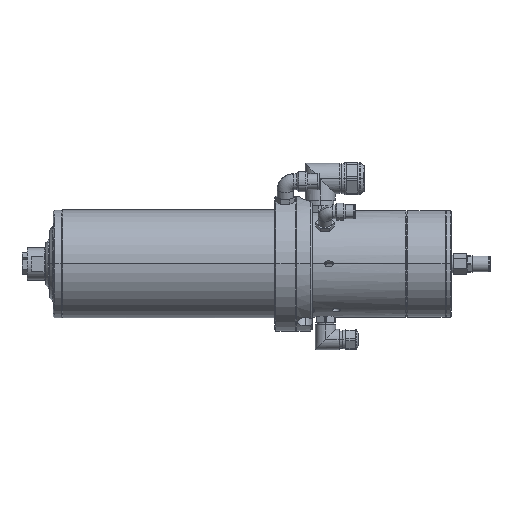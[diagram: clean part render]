
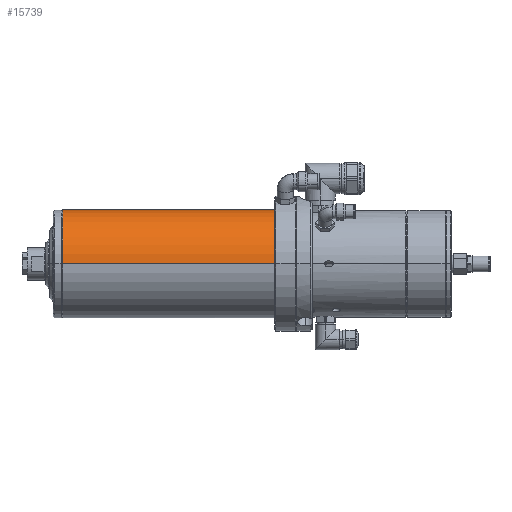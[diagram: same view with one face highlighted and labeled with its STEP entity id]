
A CAD part, top view. The second image highlights one B-rep face of the part: STEP entity #15739.
In plain terms, the highlighted cylindrical face has radius 40 mm (diameter 80 mm), a partial arc.
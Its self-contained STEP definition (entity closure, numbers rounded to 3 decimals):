
#3714 = AXIS2_PLACEMENT_3D ( 'NONE', #8437, #8449, #8566 ) ;
#3786 = AXIS2_PLACEMENT_3D ( 'NONE', #16994, #16997, #16998 ) ;
#3805 = AXIS2_PLACEMENT_3D ( 'NONE', #17071, #17105, #17100 ) ;
#4410 = FACE_OUTER_BOUND ( 'NONE', #13784, .T. ) ;
#5768 = CARTESIAN_POINT ( 'NONE',  ( -19.622, 6.653, 40. ) ) ;
#5830 = CARTESIAN_POINT ( 'NONE',  ( -19.622, 6.653, -40. ) ) ;
#6487 = CARTESIAN_POINT ( 'NONE',  ( -176.622, 6.653, -40. ) ) ;
#6561 = CARTESIAN_POINT ( 'NONE',  ( -176.622, 6.653, 40. ) ) ;
#7139 = CARTESIAN_POINT ( 'NONE',  ( -127.022, 6.653, 40. ) ) ;
#7143 = DIRECTION ( 'NONE',  ( -1., 0., 0. ) ) ;
#7896 = CIRCLE ( 'NONE', #3786, 40. ) ;
#8437 = CARTESIAN_POINT ( 'NONE',  ( -127.022, 6.653, 0. ) ) ;
#8449 = DIRECTION ( 'NONE',  ( -1., 0., 0. ) ) ;
#8566 = DIRECTION ( 'NONE',  ( 0., 0., 1. ) ) ;
#9904 = EDGE_CURVE ( 'NONE', #14154, #14006, #19381, .T. ) ;
#10336 = EDGE_CURVE ( 'NONE', #14154, #14118, #7896, .T. ) ;
#10346 = EDGE_CURVE ( 'NONE', #13910, #14006, #11491, .T. ) ;
#10444 = EDGE_CURVE ( 'NONE', #14118, #13910, #11595, .T. ) ;
#11491 = CIRCLE ( 'NONE', #3805, 40. ) ;
#11590 = VECTOR ( 'NONE', #12953, 1000. ) ;
#11595 = LINE ( 'NONE', #12954, #11590 ) ;
#11810 = CYLINDRICAL_SURFACE ( 'NONE', #3714, 40. ) ;
#12953 = DIRECTION ( 'NONE',  ( -1., 0., 0. ) ) ;
#12954 = CARTESIAN_POINT ( 'NONE',  ( -127.022, 6.653, -40. ) ) ;
#13784 = EDGE_LOOP ( 'NONE', ( #18185, #19194, #18331, #18818 ) ) ;
#13910 = VERTEX_POINT ( 'NONE', #6487 ) ;
#14006 = VERTEX_POINT ( 'NONE', #6561 ) ;
#14118 = VERTEX_POINT ( 'NONE', #5830 ) ;
#14154 = VERTEX_POINT ( 'NONE', #5768 ) ;
#15739 = ADVANCED_FACE ( 'NONE', ( #4410 ), #11810, .T. ) ;
#16994 = CARTESIAN_POINT ( 'NONE',  ( -19.622, 6.653, 0. ) ) ;
#16997 = DIRECTION ( 'NONE',  ( -1., 0., 0. ) ) ;
#16998 = DIRECTION ( 'NONE',  ( 0., 0., 1. ) ) ;
#17071 = CARTESIAN_POINT ( 'NONE',  ( -176.622, 6.653, 0. ) ) ;
#17100 = DIRECTION ( 'NONE',  ( 0., 0., -1. ) ) ;
#17105 = DIRECTION ( 'NONE',  ( 1., 0., 0. ) ) ;
#18185 = ORIENTED_EDGE ( 'NONE', *, *, #10336, .T. ) ;
#18331 = ORIENTED_EDGE ( 'NONE', *, *, #10346, .T. ) ;
#18818 = ORIENTED_EDGE ( 'NONE', *, *, #9904, .F. ) ;
#19194 = ORIENTED_EDGE ( 'NONE', *, *, #10444, .T. ) ;
#19341 = VECTOR ( 'NONE', #7143, 1000. ) ;
#19381 = LINE ( 'NONE', #7139, #19341 ) ;
